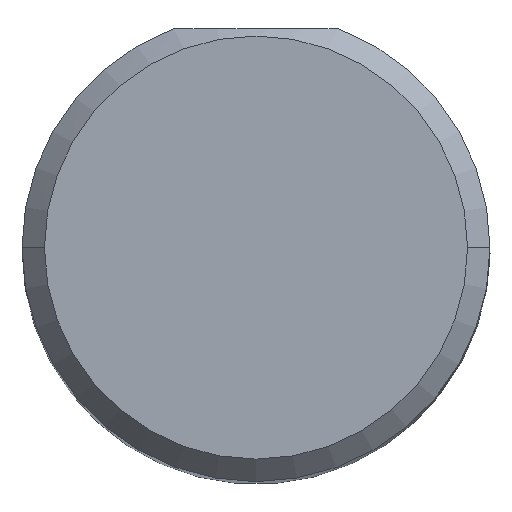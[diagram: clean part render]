
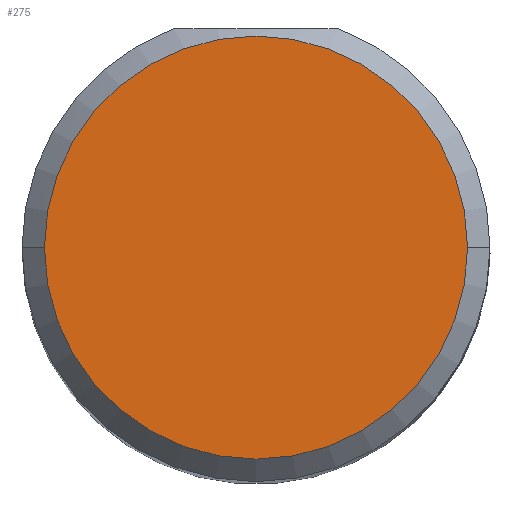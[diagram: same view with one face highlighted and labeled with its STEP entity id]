
A CAD part, top view. The second image highlights one B-rep face of the part: STEP entity #275.
In plain terms, the highlighted planar face has unit normal (0, 0, 1).
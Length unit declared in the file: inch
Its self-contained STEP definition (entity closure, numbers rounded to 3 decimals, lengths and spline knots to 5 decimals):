
#8 = DIRECTION ( 'NONE',  ( 1., 0., 0. ) ) ;
#10 = ORIENTED_EDGE ( 'NONE', *, *, #506, .T. ) ;
#113 = CARTESIAN_POINT ( 'NONE',  ( 0., 0., 2.5 ) ) ;
#130 = EDGE_CURVE ( 'NONE', #358, #418, #327, .T. ) ;
#132 = FACE_OUTER_BOUND ( 'NONE', #475, .T. ) ;
#194 = DIRECTION ( 'NONE',  ( 0., 0., 1. ) ) ;
#235 = CARTESIAN_POINT ( 'NONE',  ( 0., 0., 2.5 ) ) ;
#265 = AXIS2_PLACEMENT_3D ( 'NONE', #235, #194, #8 ) ;
#274 = AXIS2_PLACEMENT_3D ( 'NONE', #429, #296, #462 ) ;
#275 = ADVANCED_FACE ( 'NONE', ( #132 ), #511, .T. ) ;
#281 = CARTESIAN_POINT ( 'NONE',  ( 0.14125, 0., 2.5 ) ) ;
#296 = DIRECTION ( 'NONE',  ( 0., 0., 1. ) ) ;
#313 = DIRECTION ( 'NONE',  ( 1., 0., 0. ) ) ;
#327 = CIRCLE ( 'NONE', #472, 0.14125 ) ;
#358 = VERTEX_POINT ( 'NONE', #465 ) ;
#418 = VERTEX_POINT ( 'NONE', #281 ) ;
#429 = CARTESIAN_POINT ( 'NONE',  ( 0., 0., 2.5 ) ) ;
#438 = ORIENTED_EDGE ( 'NONE', *, *, #130, .T. ) ;
#439 = CIRCLE ( 'NONE', #265, 0.14125 ) ;
#462 = DIRECTION ( 'NONE',  ( 1., 0., 0. ) ) ;
#465 = CARTESIAN_POINT ( 'NONE',  ( -0.14125, 0., 2.5 ) ) ;
#472 = AXIS2_PLACEMENT_3D ( 'NONE', #113, #519, #313 ) ;
#475 = EDGE_LOOP ( 'NONE', ( #438, #10 ) ) ;
#506 = EDGE_CURVE ( 'NONE', #418, #358, #439, .T. ) ;
#511 = PLANE ( 'NONE',  #274 ) ;
#519 = DIRECTION ( 'NONE',  ( 0., 0., 1. ) ) ;
